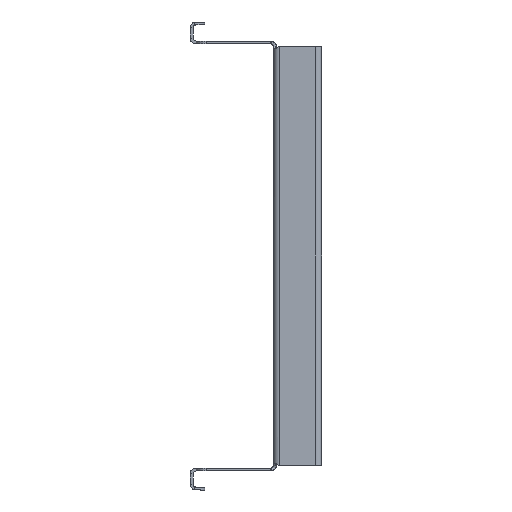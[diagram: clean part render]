
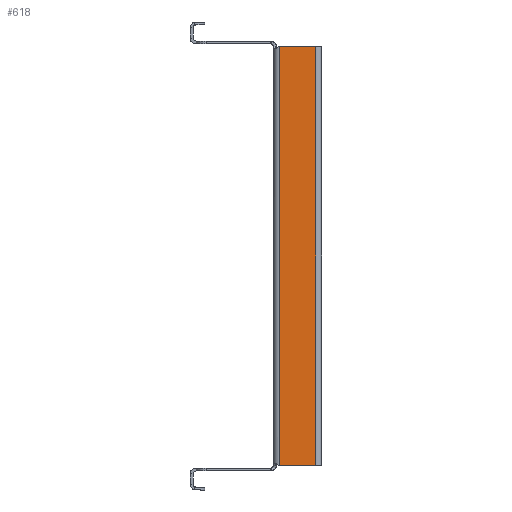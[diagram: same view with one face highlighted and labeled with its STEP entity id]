
A CAD part, left-side view. The second image highlights one B-rep face of the part: STEP entity #618.
In plain terms, the highlighted planar face has unit normal (-1, 0, 0).
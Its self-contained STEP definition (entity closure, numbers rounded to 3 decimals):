
#618 = ADVANCED_FACE ( 'NONE', ( #8602 ), #7925, .T. ) ;
#761 = CARTESIAN_POINT ( 'NONE',  ( -180., 0., -143. ) ) ;
#859 = LINE ( 'NONE', #999, #7803 ) ;
#999 = CARTESIAN_POINT ( 'NONE',  ( -180., -29., -143. ) ) ;
#1667 = EDGE_LOOP ( 'NONE', ( #7283, #6438, #5442, #6487 ) ) ;
#1909 = EDGE_CURVE ( 'NONE', #2153, #7836, #859, .T. ) ;
#1980 = CARTESIAN_POINT ( 'NONE',  ( -180., -29., 143. ) ) ;
#2153 = VERTEX_POINT ( 'NONE', #7447 ) ;
#2248 = LINE ( 'NONE', #8490, #5928 ) ;
#2405 = CARTESIAN_POINT ( 'NONE',  ( -180., 0., 0. ) ) ;
#2964 = VERTEX_POINT ( 'NONE', #7897 ) ;
#2971 = DIRECTION ( 'NONE',  ( 0., 0., -1. ) ) ;
#3422 = VECTOR ( 'NONE', #8767, 1000. ) ;
#3519 = CARTESIAN_POINT ( 'NONE',  ( -180., -4., 143. ) ) ;
#4162 = LINE ( 'NONE', #761, #4646 ) ;
#4490 = DIRECTION ( 'NONE',  ( -1., 0., 0. ) ) ;
#4600 = CARTESIAN_POINT ( 'NONE',  ( -180., 0., 143. ) ) ;
#4646 = VECTOR ( 'NONE', #6828, 1000. ) ;
#4763 = EDGE_CURVE ( 'NONE', #7836, #4956, #8679, .T. ) ;
#4956 = VERTEX_POINT ( 'NONE', #3519 ) ;
#5370 = EDGE_CURVE ( 'NONE', #4956, #2964, #2248, .T. ) ;
#5442 = ORIENTED_EDGE ( 'NONE', *, *, #4763, .T. ) ;
#5704 = DIRECTION ( 'NONE',  ( 0., 0., 1. ) ) ;
#5928 = VECTOR ( 'NONE', #2971, 1000. ) ;
#6438 = ORIENTED_EDGE ( 'NONE', *, *, #1909, .T. ) ;
#6487 = ORIENTED_EDGE ( 'NONE', *, *, #5370, .T. ) ;
#6742 = EDGE_CURVE ( 'NONE', #2964, #2153, #4162, .T. ) ;
#6828 = DIRECTION ( 'NONE',  ( 0., -1., 0. ) ) ;
#7053 = AXIS2_PLACEMENT_3D ( 'NONE', #2405, #4490, #7244 ) ;
#7244 = DIRECTION ( 'NONE',  ( 0., -1., 0. ) ) ;
#7283 = ORIENTED_EDGE ( 'NONE', *, *, #6742, .T. ) ;
#7447 = CARTESIAN_POINT ( 'NONE',  ( -180., -29., -143. ) ) ;
#7803 = VECTOR ( 'NONE', #5704, 1000. ) ;
#7836 = VERTEX_POINT ( 'NONE', #1980 ) ;
#7897 = CARTESIAN_POINT ( 'NONE',  ( -180., -4., -143. ) ) ;
#7925 = PLANE ( 'NONE',  #7053 ) ;
#8490 = CARTESIAN_POINT ( 'NONE',  ( -180., -4., 0. ) ) ;
#8602 = FACE_OUTER_BOUND ( 'NONE', #1667, .T. ) ;
#8679 = LINE ( 'NONE', #4600, #3422 ) ;
#8767 = DIRECTION ( 'NONE',  ( 0., 1., 0. ) ) ;
